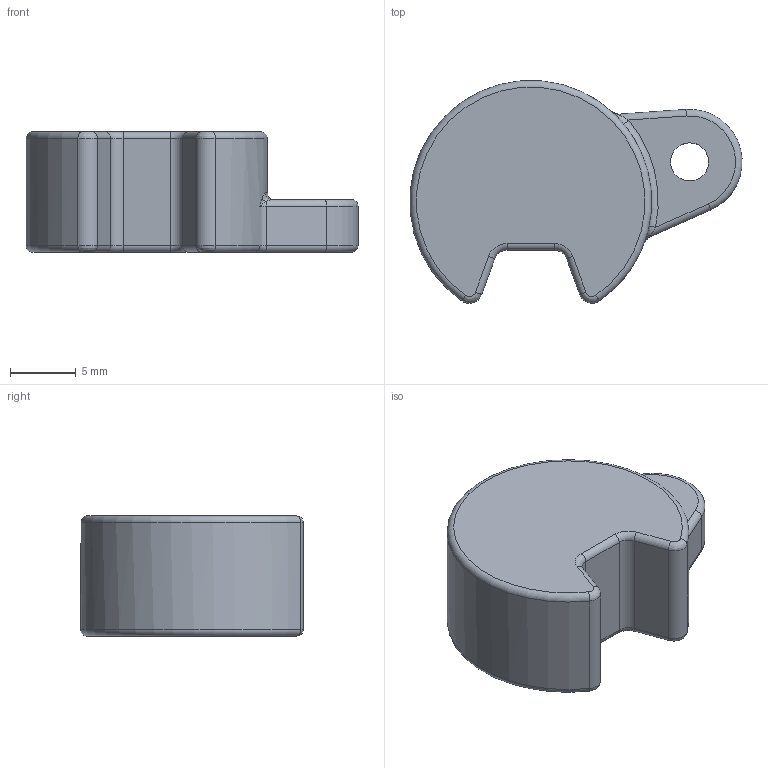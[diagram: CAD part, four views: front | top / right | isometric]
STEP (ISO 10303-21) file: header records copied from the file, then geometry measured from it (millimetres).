
FILE_DESCRIPTION(/* description */ (''),/* implementation_level */ '2;1');
FILE_NAME(/* name */ 'Battery Keeper.stp',/* time_stamp */ '2024-09-22T09:42:29-05:00',/* author */ (''),/* organization */ (''),/* preprocessor_version */ 'ST-DEVELOPER v20',/* originating_system */ 'Autodesk Translation Framework v13.20.0.188',/* authorisation */ '');
FILE_SCHEMA (('AUTOMOTIVE_DESIGN { 1 0 10303 214 3 1 1 }'));
Length unit declared in the file: millimetre
Products named in the file (1): Battery Keeper
Bounding box: 25.25 x 16.93 x 9.15 mm (x, y, z)
Volume: 2265.6 mm3; surface area: 1189.4 mm2
Topology: 1 solids, 1 shells, 52 faces, 117 edges, 66 vertices
Faces by surface type: cylinder 20, torus 15, plane 9, bspline 8
Full cylindrical faces by diameter (mm): 2.9 x1, 5.4 x1
Entity records: 1606 total; most frequent: CARTESIAN_POINT 406, DIRECTION 268, ORIENTED_EDGE 230, AXIS2_PLACEMENT_3D 116, EDGE_CURVE 115, CIRCLE 71, VERTEX_POINT 66, EDGE_LOOP 55
